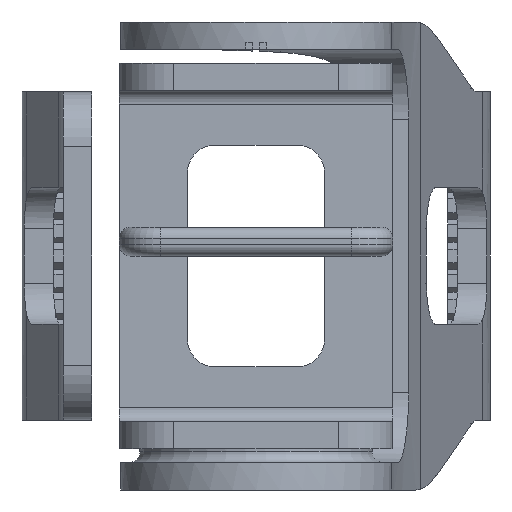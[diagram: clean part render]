
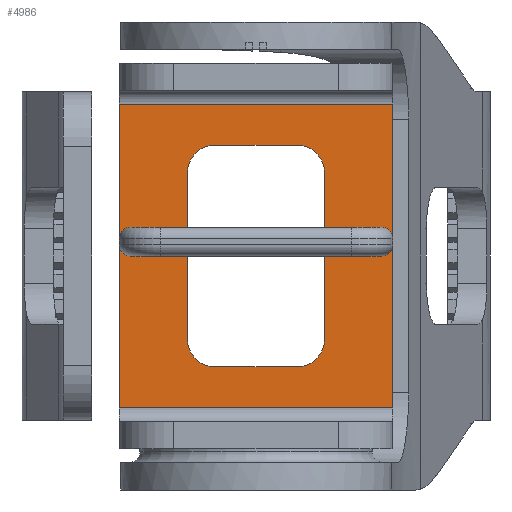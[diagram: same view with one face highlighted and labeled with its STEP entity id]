
A CAD part, front view. The second image highlights one B-rep face of the part: STEP entity #4986.
In plain terms, the highlighted planar face has unit normal (0, -1, 0).
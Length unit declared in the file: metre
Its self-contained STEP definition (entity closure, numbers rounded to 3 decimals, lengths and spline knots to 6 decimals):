
#4986 = ADVANCED_FACE( '', ( #10446, #10447 ), #10448, .T. );
#10446 = FACE_BOUND( '', #16242, .T. );
#10447 = FACE_OUTER_BOUND( '', #16243, .T. );
#10448 = PLANE( '', #16244 );
#16242 = EDGE_LOOP( '', ( #31599, #31600, #31601, #31602, #31603, #31604, #31605, #31606 ) );
#16243 = EDGE_LOOP( '', ( #31607, #31608, #31609, #31610 ) );
#16244 = AXIS2_PLACEMENT_3D( '', #31611, #31612, #31613 );
#31599 = ORIENTED_EDGE( '', *, *, #34793, .F. );
#31600 = ORIENTED_EDGE( '', *, *, #36115, .T. );
#31601 = ORIENTED_EDGE( '', *, *, #36153, .T. );
#31602 = ORIENTED_EDGE( '', *, *, #39067, .T. );
#31603 = ORIENTED_EDGE( '', *, *, #35638, .T. );
#31604 = ORIENTED_EDGE( '', *, *, #38689, .F. );
#31605 = ORIENTED_EDGE( '', *, *, #36101, .F. );
#31606 = ORIENTED_EDGE( '', *, *, #39165, .F. );
#31607 = ORIENTED_EDGE( '', *, *, #35441, .T. );
#31608 = ORIENTED_EDGE( '', *, *, #38840, .T. );
#31609 = ORIENTED_EDGE( '', *, *, #39999, .F. );
#31610 = ORIENTED_EDGE( '', *, *, #36039, .F. );
#31611 = CARTESIAN_POINT( '', ( -0.140592, -0.03, 0.006226 ) );
#31612 = DIRECTION( '', ( 0., -1., 0. ) );
#31613 = DIRECTION( '', ( 0., 0., -1. ) );
#34793 = EDGE_CURVE( '', #42297, #42300, #42301, .F. );
#35441 = EDGE_CURVE( '', #43381, #43379, #43382, .T. );
#35638 = EDGE_CURVE( '', #43692, #43694, #43696, .F. );
#36039 = EDGE_CURVE( '', #43381, #44334, #44335, .T. );
#36101 = EDGE_CURVE( '', #44433, #44435, #44436, .F. );
#36115 = EDGE_CURVE( '', #42297, #44455, #44456, .T. );
#36153 = EDGE_CURVE( '', #44455, #44511, #44513, .F. );
#38689 = EDGE_CURVE( '', #44435, #43694, #48199, .T. );
#38840 = EDGE_CURVE( '', #43379, #48380, #48381, .T. );
#39067 = EDGE_CURVE( '', #44511, #43692, #48660, .T. );
#39165 = EDGE_CURVE( '', #42300, #44433, #48783, .T. );
#39999 = EDGE_CURVE( '', #44334, #48380, #49745, .T. );
#42297 = VERTEX_POINT( '', #53057 );
#42300 = VERTEX_POINT( '', #53061 );
#42301 = CIRCLE( '', #53062, 0.002 );
#43379 = VERTEX_POINT( '', #54621 );
#43381 = VERTEX_POINT( '', #54623 );
#43382 = LINE( '', #54624, #54625 );
#43692 = VERTEX_POINT( '', #55080 );
#43694 = VERTEX_POINT( '', #55083 );
#43696 = CIRCLE( '', #55086, 0.002 );
#44334 = VERTEX_POINT( '', #56001 );
#44335 = LINE( '', #56002, #56003 );
#44433 = VERTEX_POINT( '', #56145 );
#44435 = VERTEX_POINT( '', #56148 );
#44436 = CIRCLE( '', #56149, 0.002 );
#44455 = VERTEX_POINT( '', #56177 );
#44456 = LINE( '', #56178, #56179 );
#44511 = VERTEX_POINT( '', #56281 );
#44513 = CIRCLE( '', #56284, 0.002 );
#48199 = LINE( '', #61745, #61746 );
#48380 = VERTEX_POINT( '', #62033 );
#48381 = LINE( '', #62034, #62035 );
#48660 = LINE( '', #62445, #62446 );
#48783 = LINE( '', #62621, #62622 );
#49745 = LINE( '', #64045, #64046 );
#53057 = CARTESIAN_POINT( '', ( -0.005, -0.03, -0.0061 ) );
#53061 = CARTESIAN_POINT( '', ( -0.003, -0.03, -0.0081 ) );
#53062 = AXIS2_PLACEMENT_3D( '', #65453, #65454, #65455 );
#54621 = CARTESIAN_POINT( '', ( -0.01, -0.03, -0.0111 ) );
#54623 = CARTESIAN_POINT( '', ( -0.01, -0.03, 0.0111 ) );
#54624 = CARTESIAN_POINT( '', ( -0.01, -0.03, 0.0141 ) );
#54625 = VECTOR( '', #66033, 1. );
#55080 = CARTESIAN_POINT( '', ( 0.003, -0.03, 0.0081 ) );
#55083 = CARTESIAN_POINT( '', ( 0.005, -0.03, 0.0061 ) );
#55086 = AXIS2_PLACEMENT_3D( '', #66193, #66194, #66195 );
#56001 = CARTESIAN_POINT( '', ( 0.01, -0.03, 0.0111 ) );
#56002 = CARTESIAN_POINT( '', ( -0.140592, -0.03, 0.0111 ) );
#56003 = VECTOR( '', #66560, 1. );
#56145 = CARTESIAN_POINT( '', ( 0.003, -0.03, -0.0081 ) );
#56148 = CARTESIAN_POINT( '', ( 0.005, -0.03, -0.0061 ) );
#56149 = AXIS2_PLACEMENT_3D( '', #66612, #66613, #66614 );
#56177 = CARTESIAN_POINT( '', ( -0.005, -0.03, 0.0061 ) );
#56178 = CARTESIAN_POINT( '', ( -0.005, -0.03, 0.006226 ) );
#56179 = VECTOR( '', #66624, 1. );
#56281 = CARTESIAN_POINT( '', ( -0.003, -0.03, 0.0081 ) );
#56284 = AXIS2_PLACEMENT_3D( '', #66655, #66656, #66657 );
#61745 = CARTESIAN_POINT( '', ( 0.005, -0.03, 0.006226 ) );
#61746 = VECTOR( '', #68881, 1. );
#62033 = CARTESIAN_POINT( '', ( 0.01, -0.03, -0.0111 ) );
#62034 = CARTESIAN_POINT( '', ( -0.140592, -0.03, -0.0111 ) );
#62035 = VECTOR( '', #68982, 1. );
#62445 = CARTESIAN_POINT( '', ( -0.140592, -0.03, 0.0081 ) );
#62446 = VECTOR( '', #69147, 1. );
#62621 = CARTESIAN_POINT( '', ( -0.140592, -0.03, -0.0081 ) );
#62622 = VECTOR( '', #69224, 1. );
#64045 = CARTESIAN_POINT( '', ( 0.01, -0.03, 0.0141 ) );
#64046 = VECTOR( '', #69821, 1. );
#65453 = CARTESIAN_POINT( '', ( -0.003, -0.03, -0.0061 ) );
#65454 = DIRECTION( '', ( 0., 1., 0. ) );
#65455 = DIRECTION( '', ( 0., 0., 1. ) );
#66033 = DIRECTION( '', ( 0., 0., -1. ) );
#66193 = CARTESIAN_POINT( '', ( 0.003, -0.03, 0.0061 ) );
#66194 = DIRECTION( '', ( 0., -1., 0. ) );
#66195 = DIRECTION( '', ( 0., 0., -1. ) );
#66560 = DIRECTION( '', ( 1., 0., 0. ) );
#66612 = CARTESIAN_POINT( '', ( 0.003, -0.03, -0.0061 ) );
#66613 = DIRECTION( '', ( 0., 1., 0. ) );
#66614 = DIRECTION( '', ( 0., 0., 1. ) );
#66624 = DIRECTION( '', ( 0., 0., 1. ) );
#66655 = CARTESIAN_POINT( '', ( -0.003, -0.03, 0.0061 ) );
#66656 = DIRECTION( '', ( 0., -1., 0. ) );
#66657 = DIRECTION( '', ( 0., 0., -1. ) );
#68881 = DIRECTION( '', ( 0., 0., 1. ) );
#68982 = DIRECTION( '', ( 1., 0., 0. ) );
#69147 = DIRECTION( '', ( 1., 0., 0. ) );
#69224 = DIRECTION( '', ( 1., 0., 0. ) );
#69821 = DIRECTION( '', ( 0., 0., -1. ) );
